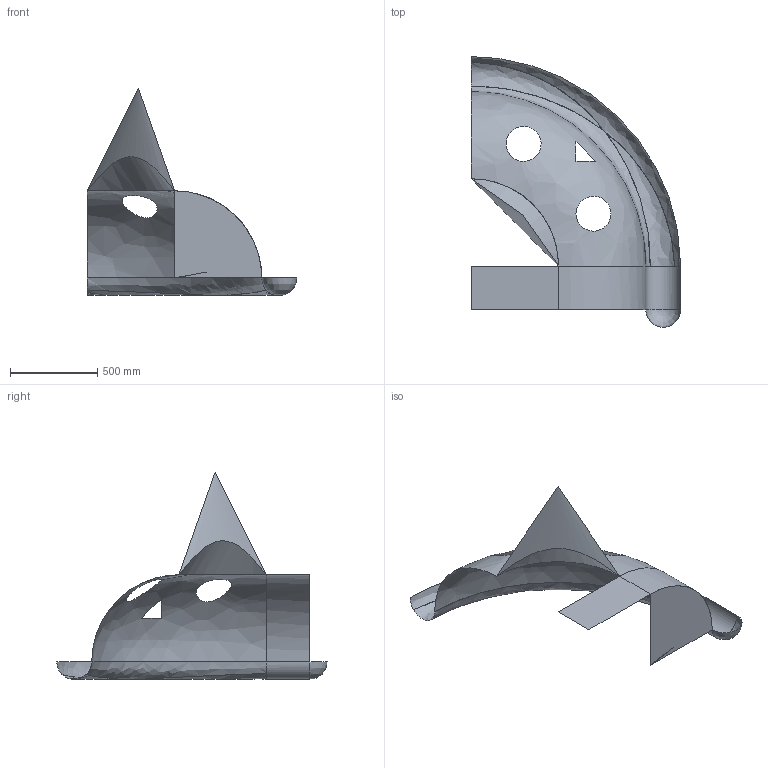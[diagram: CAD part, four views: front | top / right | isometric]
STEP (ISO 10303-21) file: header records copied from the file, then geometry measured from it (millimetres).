
FILE_DESCRIPTION((''),'2;1');
FILE_NAME('t4m.stp','1999-06-16T11:05:24',(''),(''),'AutoCAD STEP 2000','AutoCAD 2000',', , ');
FILE_SCHEMA(('AUTOMOTIVE_DESIGN { 1 2 10303 214 0 1 1 1 }'));
Length unit declared in the file: millimetre
Products named in the file (1): 1
Bounding box: 1200 x 1549.81 x 1185.79 mm (x, y, z)
Surface area: 2332900.8 mm2 (no closed solid volume)
Topology: 0 solids, 0 shells, 12 faces, 50 edges, 48 vertices
Faces by surface type: bspline 12
Entity records: 830 total; most frequent: CARTESIAN_POINT 615, COMPOSITE_CURVE_SEGMENT 48, B_SPLINE_CURVE_WITH_KNOTS 15, OUTER_BOUNDARY_CURVE 12, CURVE_BOUNDED_SURFACE 12, STYLED_ITEM 12, QUASI_UNIFORM_CURVE 12, SURFACE_STYLE_USAGE 8
